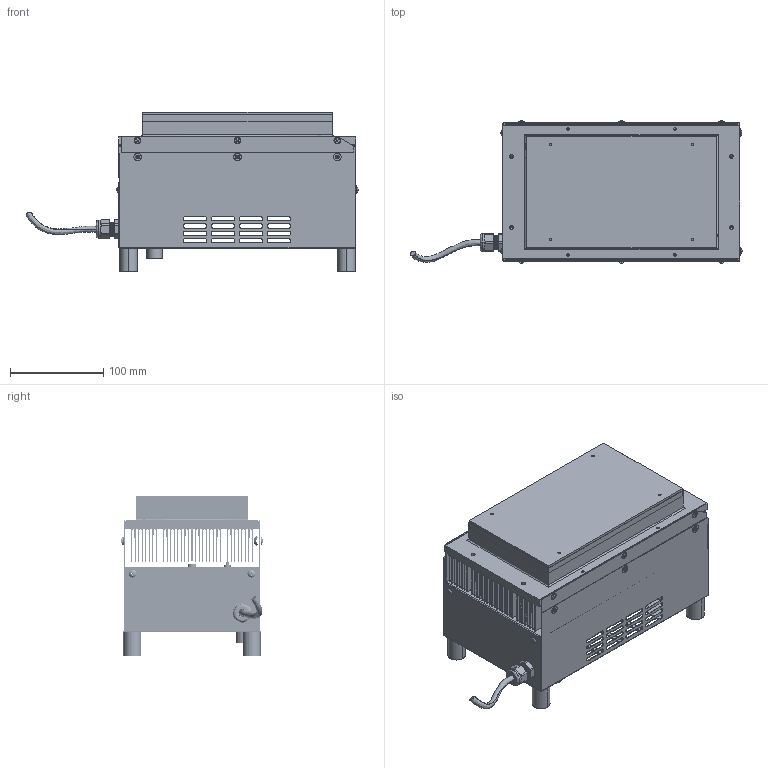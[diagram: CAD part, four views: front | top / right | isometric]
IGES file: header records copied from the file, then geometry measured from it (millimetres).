
Start section: SolidWorks IGES file using analytic representation for surfaces
Global section: file name: ahp-401cp-451cp.IGS; native system: SolidWorks 2016; preprocessor: SolidWorks 2016; author: Afshin; date: 160525.143025; units: inch
Bounding box: 355.72 x 152.63 x 170.98 mm (x, y, z)
Surface area: 1065529.7 mm2 (no closed solid volume)
Topology: 0 solids, 0 shells, 1353 faces, 23556 edges, 23555 vertices
Faces by surface type: bspline 827, revolution 526
